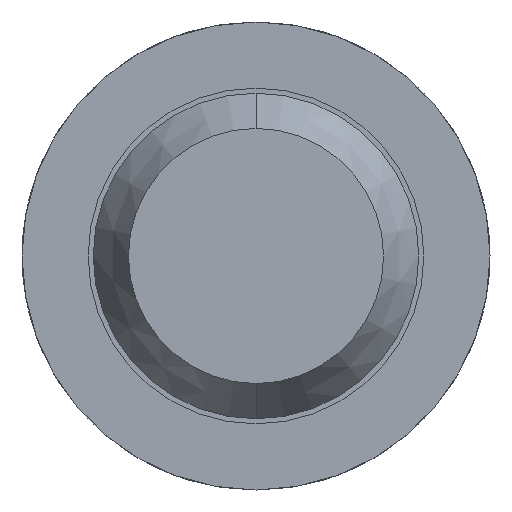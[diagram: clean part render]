
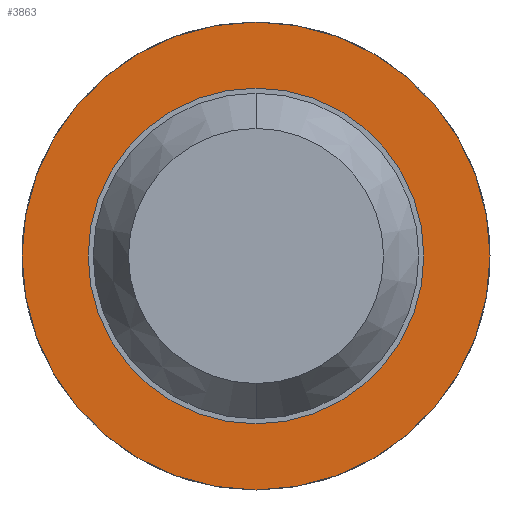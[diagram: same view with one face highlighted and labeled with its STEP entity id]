
A CAD part, front view. The second image highlights one B-rep face of the part: STEP entity #3863.
In plain terms, the highlighted planar face has unit normal (0, -1, 0).
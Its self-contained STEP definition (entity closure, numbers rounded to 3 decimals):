
#23 = CIRCLE ( 'NONE', #1453, 0.825 ) ;
#124 = FACE_OUTER_BOUND ( 'NONE', #2622, .T. ) ;
#191 = DIRECTION ( 'NONE',  ( 0., 0., 1. ) ) ;
#308 = DIRECTION ( 'NONE',  ( 0., 0., 1. ) ) ;
#481 = CIRCLE ( 'NONE', #3416, 0.825 ) ;
#540 = DIRECTION ( 'NONE',  ( 0., 1., 0. ) ) ;
#554 = CARTESIAN_POINT ( 'NONE',  ( 0., -2., -0.825 ) ) ;
#769 = ORIENTED_EDGE ( 'NONE', *, *, #1334, .F. ) ;
#962 = CARTESIAN_POINT ( 'NONE',  ( 0., -2., 0. ) ) ;
#1076 = CARTESIAN_POINT ( 'NONE',  ( 0., -2., 0.825 ) ) ;
#1181 = CIRCLE ( 'NONE', #4108, 1.15 ) ;
#1200 = EDGE_CURVE ( 'Defeature ausgef�hrt3_12+Defeature ausgef�hrt3_11+Defeature ausgef�hrt3_11+Defeature ausgef�hrt3_11', #3902, #3374, #481, .T. ) ;
#1334 = EDGE_CURVE ( 'Defeature ausgef�hrt3_3+Defeature ausgef�hrt3_12+Defeature ausgef�hrt3_12+Defeature ausgef�hrt3_12', #4157, #1958, #1181, .T. ) ;
#1453 = AXIS2_PLACEMENT_3D ( 'NONE', #1593, #2713, #2127 ) ;
#1593 = CARTESIAN_POINT ( 'NONE',  ( 0., -2., 0. ) ) ;
#1886 = CIRCLE ( 'NONE', #4340, 1.15 ) ;
#1899 = AXIS2_PLACEMENT_3D ( 'NONE', #2326, #540, #191 ) ;
#1951 = EDGE_CURVE ( 'Defeature ausgef�hrt3_3+Defeature ausgef�hrt3_12+Defeature ausgef�hrt3_12+Defeature ausgef�hrt3_12', #1958, #4157, #1886, .T. ) ;
#1958 = VERTEX_POINT ( 'NONE', #2471 ) ;
#2005 = DIRECTION ( 'NONE',  ( 0., 1., 0. ) ) ;
#2127 = DIRECTION ( 'NONE',  ( 0., 0., 1. ) ) ;
#2139 = FACE_BOUND ( 'NONE', #2778, .T. ) ;
#2326 = CARTESIAN_POINT ( 'NONE',  ( 0.825, -2., 0. ) ) ;
#2471 = CARTESIAN_POINT ( 'NONE',  ( 0., -2., 1.15 ) ) ;
#2499 = DIRECTION ( 'NONE',  ( 0., 0., 1. ) ) ;
#2554 = ORIENTED_EDGE ( 'NONE', *, *, #1951, .F. ) ;
#2622 = EDGE_LOOP ( 'NONE', ( #2554, #769 ) ) ;
#2713 = DIRECTION ( 'NONE',  ( 0., 1., 0. ) ) ;
#2773 = ORIENTED_EDGE ( 'NONE', *, *, #1200, .T. ) ;
#2778 = EDGE_LOOP ( 'NONE', ( #3633, #2773 ) ) ;
#2902 = CARTESIAN_POINT ( 'NONE',  ( 0., -2., -1.15 ) ) ;
#2967 = CARTESIAN_POINT ( 'NONE',  ( 0., -2., 0. ) ) ;
#3162 = CARTESIAN_POINT ( 'NONE',  ( 0., -2., 0. ) ) ;
#3307 = DIRECTION ( 'NONE',  ( 0., 1., 0. ) ) ;
#3374 = VERTEX_POINT ( 'NONE', #1076 ) ;
#3416 = AXIS2_PLACEMENT_3D ( 'NONE', #2967, #3307, #4378 ) ;
#3455 = EDGE_CURVE ( 'Defeature ausgef�hrt3_12+Defeature ausgef�hrt3_11+Defeature ausgef�hrt3_11+Defeature ausgef�hrt3_11', #3374, #3902, #23, .T. ) ;
#3633 = ORIENTED_EDGE ( 'NONE', *, *, #3455, .T. ) ;
#3857 = DIRECTION ( 'NONE',  ( 0., 1., 0. ) ) ;
#3863 = ADVANCED_FACE ( 'Defeature ausgef�hrt3_12', ( #124, #2139 ), #4323, .F. ) ;
#3902 = VERTEX_POINT ( 'NONE', #554 ) ;
#4108 = AXIS2_PLACEMENT_3D ( 'NONE', #962, #2005, #308 ) ;
#4157 = VERTEX_POINT ( 'NONE', #2902 ) ;
#4323 = PLANE ( 'NONE',  #1899 ) ;
#4340 = AXIS2_PLACEMENT_3D ( 'NONE', #3162, #3857, #2499 ) ;
#4378 = DIRECTION ( 'NONE',  ( 0., 0., 1. ) ) ;
